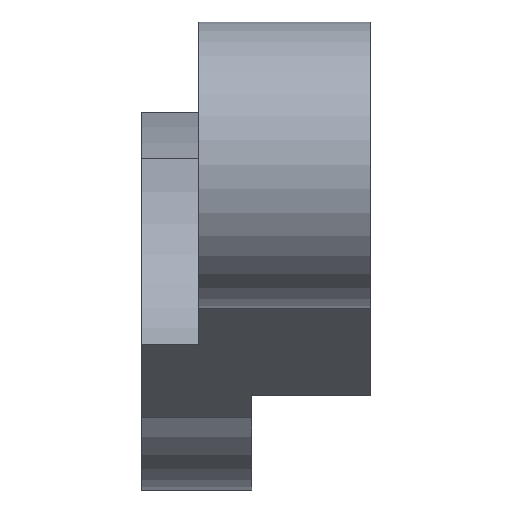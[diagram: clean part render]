
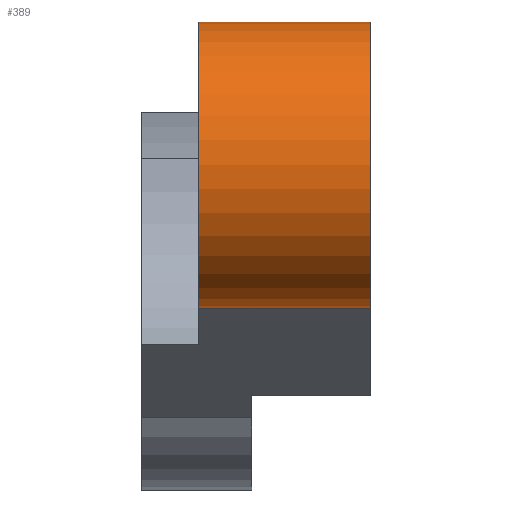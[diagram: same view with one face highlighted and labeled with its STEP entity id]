
A CAD part, left-side view. The second image highlights one B-rep face of the part: STEP entity #389.
In plain terms, the highlighted cylindrical face has radius 3.5 mm (diameter 7 mm), a partial arc.
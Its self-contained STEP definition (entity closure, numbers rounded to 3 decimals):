
#116 = VERTEX_POINT('',#117);
#117 = CARTESIAN_POINT('',(1.702,-7.6,63.892));
#125 = EDGE_CURVE('',#116,#126,#128,.T.);
#126 = VERTEX_POINT('',#127);
#127 = CARTESIAN_POINT('',(1.702,-11.8,63.892));
#128 = LINE('',#129,#130);
#129 = CARTESIAN_POINT('',(1.702,-6.2,63.892));
#130 = VECTOR('',#131,1.);
#131 = DIRECTION('',(0.,-1.,0.));
#208 = VERTEX_POINT('',#209);
#209 = CARTESIAN_POINT('',(0.548,-7.6,57.377));
#217 = EDGE_CURVE('',#208,#218,#220,.T.);
#218 = VERTEX_POINT('',#219);
#219 = CARTESIAN_POINT('',(0.548,-11.8,57.377));
#220 = LINE('',#221,#222);
#221 = CARTESIAN_POINT('',(0.548,-6.2,57.377));
#222 = VECTOR('',#223,1.);
#223 = DIRECTION('',(0.,-1.,0.));
#319 = EDGE_CURVE('',#208,#116,#320,.T.);
#320 = CIRCLE('',#321,3.5);
#321 = AXIS2_PLACEMENT_3D('',#322,#323,#324);
#322 = CARTESIAN_POINT('',(0.,-7.6,60.834));
#323 = DIRECTION('',(0.,1.,0.));
#324 = DIRECTION('',(1.,0.,0.));
#366 = EDGE_CURVE('',#126,#218,#367,.T.);
#367 = CIRCLE('',#368,3.5);
#368 = AXIS2_PLACEMENT_3D('',#369,#370,#371);
#369 = CARTESIAN_POINT('',(0.,-11.8,60.834));
#370 = DIRECTION('',(0.,-1.,0.));
#371 = DIRECTION('',(1.,0.,0.));
#389 = ADVANCED_FACE('',(#390),#396,.T.);
#390 = FACE_BOUND('',#391,.F.);
#391 = EDGE_LOOP('',(#392,#393,#394,#395));
#392 = ORIENTED_EDGE('',*,*,#319,.T.);
#393 = ORIENTED_EDGE('',*,*,#125,.T.);
#394 = ORIENTED_EDGE('',*,*,#366,.T.);
#395 = ORIENTED_EDGE('',*,*,#217,.F.);
#396 = CYLINDRICAL_SURFACE('',#397,3.5);
#397 = AXIS2_PLACEMENT_3D('',#398,#399,#400);
#398 = CARTESIAN_POINT('',(0.,-6.2,60.834));
#399 = DIRECTION('',(0.,1.,0.));
#400 = DIRECTION('',(1.,0.,0.));
